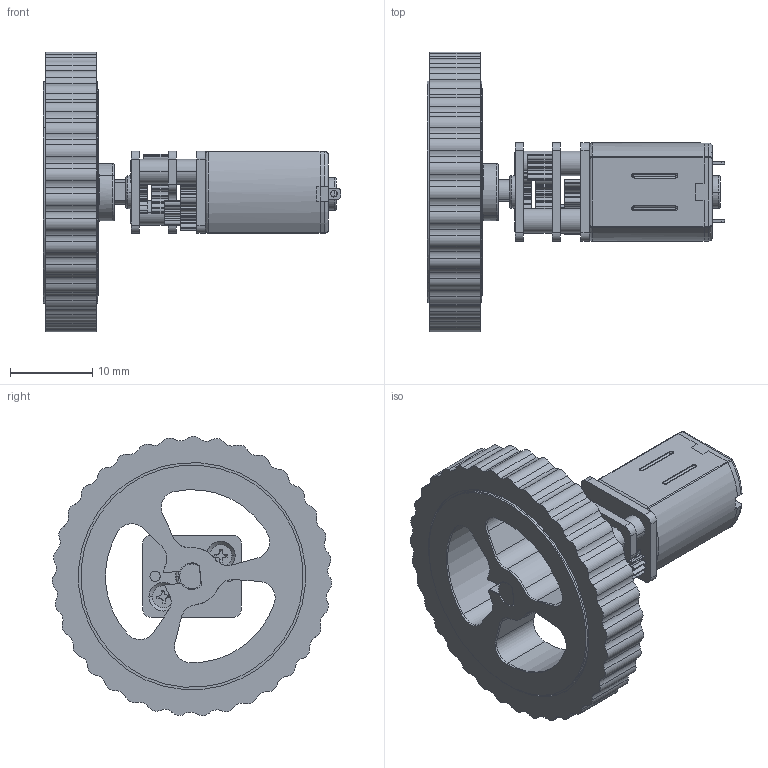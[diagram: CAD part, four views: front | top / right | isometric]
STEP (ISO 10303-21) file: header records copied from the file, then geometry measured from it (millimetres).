
FILE_DESCRIPTION (( 'STEP AP214' ), '1' );
FILE_NAME ('n20 motor wheel AssembleMK01.STEP', '2023-05-03T14:44:23', ( '' ), ( '' ), 'SwSTEP 2.0', 'SolidWorks 2023', '' );
FILE_SCHEMA (( 'AUTOMOTIVE_DESIGN' ));
Length unit declared in the file: millimetre
Products named in the file (3): wheel; n20 motor; n20 motor wheel AssembleMK01
Assembly tree (2 placements, depth 2):
  n20 motor wheel AssembleMK01
    n20 motor
    wheel
Bounding box: 36.2 x 34.06 x 34.04 mm (x, y, z)
Volume: 6268.8 mm3; surface area: 6234.3 mm2
Topology: 15 solids, 17 shells, 878 faces, 2406 edges, 1577 vertices
Faces by surface type: cylinder 562, plane 160, bspline 113, torus 35, cone 8
Entity records: 28965 total; most frequent: CARTESIAN_POINT 6082, DIRECTION 4886, ORIENTED_EDGE 4796, EDGE_CURVE 2398, AXIS2_PLACEMENT_3D 1957, VERTEX_POINT 1577, CIRCLE 1187, VECTOR 972
